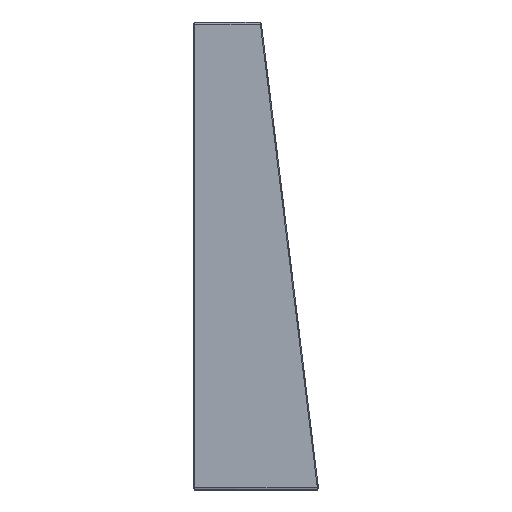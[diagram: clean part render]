
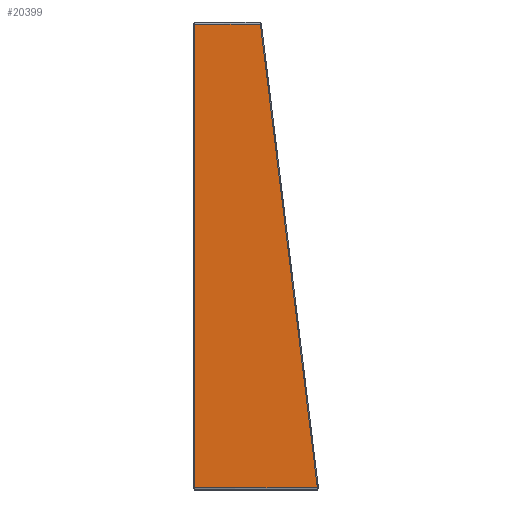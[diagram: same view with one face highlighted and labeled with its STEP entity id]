
A CAD part, left-side view. The second image highlights one B-rep face of the part: STEP entity #20399.
In plain terms, the highlighted planar face has unit normal (-1, 0, 0).
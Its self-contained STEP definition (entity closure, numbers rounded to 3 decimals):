
#457=PLANE('',#21863);
#1346=FACE_OUTER_BOUND('',#2512,.T.);
#2512=EDGE_LOOP('',(#15278,#15279,#15280,#15281,#15282));
#4485=B_SPLINE_CURVE_WITH_KNOTS('',3,(#35405,#35406,#35407,#35408),
 .UNSPECIFIED.,.F.,.F.,(4,4),(1.51,1.571),
 .UNSPECIFIED.);
#5023=LINE('',#35274,#6984);
#5069=LINE('',#35395,#7030);
#5070=LINE('',#35403,#7031);
#5071=LINE('',#35409,#7032);
#6984=VECTOR('',#24971,10.);
#7030=VECTOR('',#25107,10.);
#7031=VECTOR('',#25110,10.);
#7032=VECTOR('',#25111,10.);
#9008=VERTEX_POINT('',#35268);
#9009=VERTEX_POINT('',#35272);
#9025=VERTEX_POINT('',#35389);
#9027=VERTEX_POINT('',#35402);
#9028=VERTEX_POINT('',#35404);
#11288=EDGE_CURVE('',#9008,#9009,#5023,.T.);
#11343=EDGE_CURVE('',#9025,#9008,#5069,.T.);
#11345=EDGE_CURVE('',#9027,#9025,#5070,.T.);
#11346=EDGE_CURVE('',#9028,#9027,#4485,.T.);
#11347=EDGE_CURVE('',#9009,#9028,#5071,.T.);
#15278=ORIENTED_EDGE('',*,*,#11345,.F.);
#15279=ORIENTED_EDGE('',*,*,#11346,.F.);
#15280=ORIENTED_EDGE('',*,*,#11347,.F.);
#15281=ORIENTED_EDGE('',*,*,#11288,.F.);
#15282=ORIENTED_EDGE('',*,*,#11343,.F.);
#20399=ADVANCED_FACE('',(#1346),#457,.T.);
#21863=AXIS2_PLACEMENT_3D('',#35401,#25108,#25109);
#24971=DIRECTION('',(0.,0.,1.));
#25107=DIRECTION('',(0.,1.,0.));
#25108=DIRECTION('center_axis',(-1.,0.,0.));
#25109=DIRECTION('ref_axis',(0.,0.,1.));
#25110=DIRECTION('',(0.,-0.122,-0.993));
#25111=DIRECTION('',(0.,-1.,0.));
#35268=CARTESIAN_POINT('',(-7.,13.75,-8.5));
#35272=CARTESIAN_POINT('',(-7.,13.75,101.1));
#35274=CARTESIAN_POINT('',(-7.,13.75,18.65));
#35389=CARTESIAN_POINT('',(-7.,-15.267,-8.5));
#35395=CARTESIAN_POINT('',(-7.,0.,-8.5));
#35401=CARTESIAN_POINT('Origin',(-7.,0.,-9.));
#35402=CARTESIAN_POINT('',(-7.,-1.813,101.07));
#35403=CARTESIAN_POINT('',(-7.,-11.796,19.768));
#35404=CARTESIAN_POINT('',(-7.,-1.81,101.1));
#35405=CARTESIAN_POINT('Ctrl Pts',(-7.,-1.81,
101.1));
#35406=CARTESIAN_POINT('Ctrl Pts',(-7.,-1.811,
101.09));
#35407=CARTESIAN_POINT('Ctrl Pts',(-7.,-1.812,
101.08));
#35408=CARTESIAN_POINT('Ctrl Pts',(-7.,-1.813,
101.07));
#35409=CARTESIAN_POINT('',(-7.,0.,101.1));
